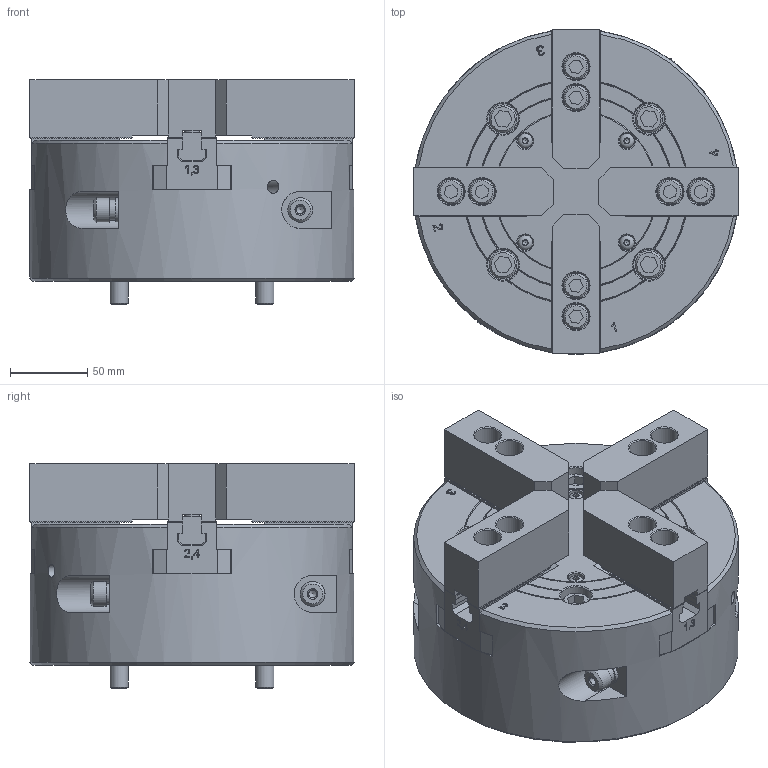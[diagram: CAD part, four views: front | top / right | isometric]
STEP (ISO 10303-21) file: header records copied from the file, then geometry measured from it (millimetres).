
FILE_DESCRIPTION(/* description */ ('Unknown'),/* implementation_level */ '2;1');
FILE_NAME(/* name */ 'HW08-Solid',/* time_stamp */ '2019-08-15T16:17:58+01:00',/* author */ ('Unknown'),/* organization */ ('Unknown'),/* preprocessor_version */ 'ST-DEVELOPER v16.7',/* originating_system */ 'DEX',/* authorisation */ $);
FILE_SCHEMA (('AUTOMOTIVE_DESIGN {1 0 10303 214 3 1 1}'));
Products named in the file (1): HW08_mid stroke
Bounding box: 210 x 210 x 145.2 mm (x, y, z)
Volume: 2992161.9 mm3; surface area: 552746.6 mm2
Topology: 44 solids, 44 shells, 4191 faces, 11902 edges, 7902 vertices
Faces by surface type: plane 2934, cylinder 938, cone 219, bspline 82, torus 14, sphere 4
Full cylindrical faces by diameter (mm): 3.3 x3, 4.2 x4, 4.826 x4, 5 x4, 5.2 x10, 5.25 x4, 5.5 x8, 6 x2, 6.8 x4, 8 x12, 8.5 x10, 9.5 x12, 9.732 x8, 10 x4, 11 x8, 11.701 x4, 12 x1, 13.5 x8, 13.73 x1, 15 x1, 15.6 x8, 16 x32, 17 x8, 18 x4, 20 x4, 21 x2, 25 x1, 32.5 x1, 38 x1, 46 x1
Entity records: 136129 total; most frequent: CARTESIAN_POINT 27645, ORIENTED_EDGE 22784, DIRECTION 21607, EDGE_CURVE 11392, LINE 8713, VECTOR 8713, VERTEX_POINT 7774, AXIS2_PLACEMENT_3D 6447
